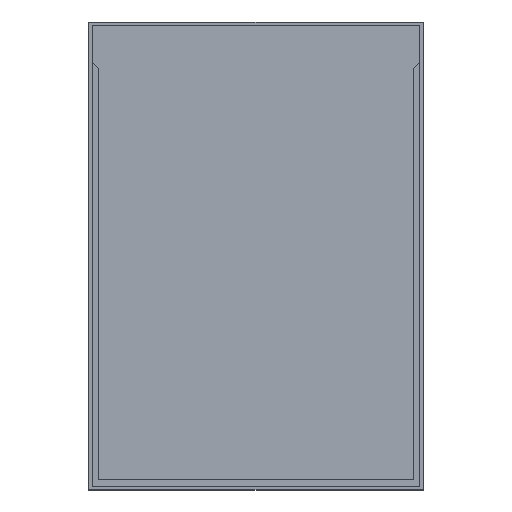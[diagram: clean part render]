
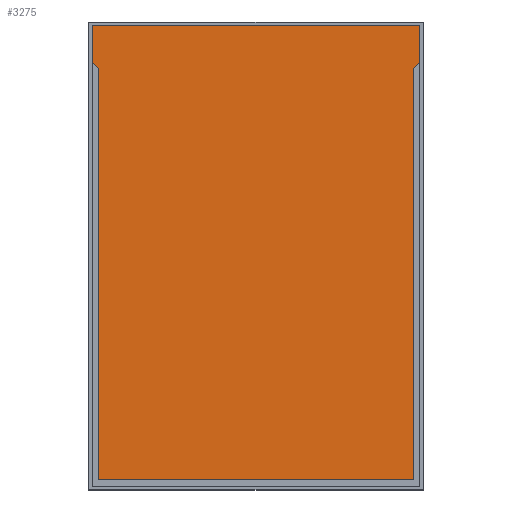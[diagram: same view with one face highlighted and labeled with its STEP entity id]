
A CAD part, top view. The second image highlights one B-rep face of the part: STEP entity #3275.
In plain terms, the highlighted planar face has unit normal (0, 0, 1).
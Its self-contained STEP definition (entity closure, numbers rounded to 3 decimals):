
#391 = PLANE('',#392);
#392 = AXIS2_PLACEMENT_3D('',#393,#394,#395);
#393 = CARTESIAN_POINT('',(3.,3.,24.));
#394 = DIRECTION('',(0.,-1.,0.));
#395 = DIRECTION('',(1.,0.,0.));
#1049 = PLANE('',#1050);
#1050 = AXIS2_PLACEMENT_3D('',#1051,#1052,#1053);
#1051 = CARTESIAN_POINT('',(1.,140.,0.));
#1052 = DIRECTION('',(1.,0.,0.));
#1053 = DIRECTION('',(0.,-1.,0.));
#1077 = PLANE('',#1078);
#1078 = AXIS2_PLACEMENT_3D('',#1079,#1080,#1081);
#1079 = CARTESIAN_POINT('',(100.,139.,0.));
#1080 = DIRECTION('',(0.,-1.,0.));
#1081 = DIRECTION('',(-1.,0.,0.));
#1103 = PLANE('',#1104);
#1104 = AXIS2_PLACEMENT_3D('',#1105,#1106,#1107);
#1105 = CARTESIAN_POINT('',(99.,0.,0.));
#1106 = DIRECTION('',(-1.,0.,0.));
#1107 = DIRECTION('',(0.,1.,0.));
#1482 = VERTEX_POINT('',#1483);
#1483 = CARTESIAN_POINT('',(3.,3.,1.));
#1497 = PLANE('',#1498);
#1498 = AXIS2_PLACEMENT_3D('',#1499,#1500,#1501);
#1499 = CARTESIAN_POINT('',(3.,126.,24.));
#1500 = DIRECTION('',(-1.,-0.,-0.));
#1501 = DIRECTION('',(0.,-1.,0.));
#1509 = EDGE_CURVE('',#1510,#1482,#1512,.T.);
#1510 = VERTEX_POINT('',#1511);
#1511 = CARTESIAN_POINT('',(97.,3.,1.));
#1512 = SURFACE_CURVE('',#1513,(#1517,#1524),.PCURVE_S1.);
#1513 = LINE('',#1514,#1515);
#1514 = CARTESIAN_POINT('',(26.5,3.,1.));
#1515 = VECTOR('',#1516,1.);
#1516 = DIRECTION('',(-1.,0.,0.));
#1517 = PCURVE('',#391,#1518);
#1518 = DEFINITIONAL_REPRESENTATION('',(#1519),#1523);
#1519 = LINE('',#1520,#1521);
#1520 = CARTESIAN_POINT('',(23.5,-23.));
#1521 = VECTOR('',#1522,1.);
#1522 = DIRECTION('',(-1.,0.));
#1523 = ( GEOMETRIC_REPRESENTATION_CONTEXT(2) 
PARAMETRIC_REPRESENTATION_CONTEXT() REPRESENTATION_CONTEXT('2D SPACE',''
  ) );
#1524 = PCURVE('',#1525,#1530);
#1525 = PLANE('',#1526);
#1526 = AXIS2_PLACEMENT_3D('',#1527,#1528,#1529);
#1527 = CARTESIAN_POINT('',(50.,70.,1.));
#1528 = DIRECTION('',(0.,0.,1.));
#1529 = DIRECTION('',(1.,0.,0.));
#1530 = DEFINITIONAL_REPRESENTATION('',(#1531),#1535);
#1531 = LINE('',#1532,#1533);
#1532 = CARTESIAN_POINT('',(-23.5,-67.));
#1533 = VECTOR('',#1534,1.);
#1534 = DIRECTION('',(-1.,0.));
#1535 = ( GEOMETRIC_REPRESENTATION_CONTEXT(2) 
PARAMETRIC_REPRESENTATION_CONTEXT() REPRESENTATION_CONTEXT('2D SPACE',''
  ) );
#1551 = PLANE('',#1552);
#1552 = AXIS2_PLACEMENT_3D('',#1553,#1554,#1555);
#1553 = CARTESIAN_POINT('',(97.,3.,24.));
#1554 = DIRECTION('',(1.,0.,0.));
#1555 = DIRECTION('',(0.,1.,0.));
#2006 = PLANE('',#2007);
#2007 = AXIS2_PLACEMENT_3D('',#2008,#2009,#2010);
#2008 = CARTESIAN_POINT('',(1.,128.,24.));
#2009 = DIRECTION('',(-0.707,-0.707,-0.));
#2010 = DIRECTION('',(0.707,-0.707,0.));
#2262 = VERTEX_POINT('',#2263);
#2263 = CARTESIAN_POINT('',(1.,139.,1.));
#2311 = VERTEX_POINT('',#2312);
#2312 = CARTESIAN_POINT('',(1.,128.,1.));
#2333 = EDGE_CURVE('',#2262,#2311,#2334,.T.);
#2334 = SURFACE_CURVE('',#2335,(#2339,#2346),.PCURVE_S1.);
#2335 = LINE('',#2336,#2337);
#2336 = CARTESIAN_POINT('',(1.,105.,1.));
#2337 = VECTOR('',#2338,1.);
#2338 = DIRECTION('',(0.,-1.,0.));
#2339 = PCURVE('',#1049,#2340);
#2340 = DEFINITIONAL_REPRESENTATION('',(#2341),#2345);
#2341 = LINE('',#2342,#2343);
#2342 = CARTESIAN_POINT('',(35.,-1.));
#2343 = VECTOR('',#2344,1.);
#2344 = DIRECTION('',(1.,0.));
#2345 = ( GEOMETRIC_REPRESENTATION_CONTEXT(2) 
PARAMETRIC_REPRESENTATION_CONTEXT() REPRESENTATION_CONTEXT('2D SPACE',''
  ) );
#2346 = PCURVE('',#1525,#2347);
#2347 = DEFINITIONAL_REPRESENTATION('',(#2348),#2352);
#2348 = LINE('',#2349,#2350);
#2349 = CARTESIAN_POINT('',(-49.,35.));
#2350 = VECTOR('',#2351,1.);
#2351 = DIRECTION('',(0.,-1.));
#2352 = ( GEOMETRIC_REPRESENTATION_CONTEXT(2) 
PARAMETRIC_REPRESENTATION_CONTEXT() REPRESENTATION_CONTEXT('2D SPACE',''
  ) );
#2359 = EDGE_CURVE('',#2360,#2262,#2362,.T.);
#2360 = VERTEX_POINT('',#2361);
#2361 = CARTESIAN_POINT('',(99.,139.,1.));
#2362 = SURFACE_CURVE('',#2363,(#2367,#2374),.PCURVE_S1.);
#2363 = LINE('',#2364,#2365);
#2364 = CARTESIAN_POINT('',(75.,139.,1.));
#2365 = VECTOR('',#2366,1.);
#2366 = DIRECTION('',(-1.,0.,0.));
#2367 = PCURVE('',#1077,#2368);
#2368 = DEFINITIONAL_REPRESENTATION('',(#2369),#2373);
#2369 = LINE('',#2370,#2371);
#2370 = CARTESIAN_POINT('',(25.,-1.));
#2371 = VECTOR('',#2372,1.);
#2372 = DIRECTION('',(1.,0.));
#2373 = ( GEOMETRIC_REPRESENTATION_CONTEXT(2) 
PARAMETRIC_REPRESENTATION_CONTEXT() REPRESENTATION_CONTEXT('2D SPACE',''
  ) );
#2374 = PCURVE('',#1525,#2375);
#2375 = DEFINITIONAL_REPRESENTATION('',(#2376),#2380);
#2376 = LINE('',#2377,#2378);
#2377 = CARTESIAN_POINT('',(25.,69.));
#2378 = VECTOR('',#2379,1.);
#2379 = DIRECTION('',(-1.,0.));
#2380 = ( GEOMETRIC_REPRESENTATION_CONTEXT(2) 
PARAMETRIC_REPRESENTATION_CONTEXT() REPRESENTATION_CONTEXT('2D SPACE',''
  ) );
#2508 = EDGE_CURVE('',#2509,#2360,#2511,.T.);
#2509 = VERTEX_POINT('',#2510);
#2510 = CARTESIAN_POINT('',(99.,128.,1.));
#2511 = SURFACE_CURVE('',#2512,(#2516,#2523),.PCURVE_S1.);
#2512 = LINE('',#2513,#2514);
#2513 = CARTESIAN_POINT('',(99.,35.,1.));
#2514 = VECTOR('',#2515,1.);
#2515 = DIRECTION('',(0.,1.,0.));
#2516 = PCURVE('',#1103,#2517);
#2517 = DEFINITIONAL_REPRESENTATION('',(#2518),#2522);
#2518 = LINE('',#2519,#2520);
#2519 = CARTESIAN_POINT('',(35.,-1.));
#2520 = VECTOR('',#2521,1.);
#2521 = DIRECTION('',(1.,0.));
#2522 = ( GEOMETRIC_REPRESENTATION_CONTEXT(2) 
PARAMETRIC_REPRESENTATION_CONTEXT() REPRESENTATION_CONTEXT('2D SPACE',''
  ) );
#2523 = PCURVE('',#1525,#2524);
#2524 = DEFINITIONAL_REPRESENTATION('',(#2525),#2529);
#2525 = LINE('',#2526,#2527);
#2526 = CARTESIAN_POINT('',(49.,-35.));
#2527 = VECTOR('',#2528,1.);
#2528 = DIRECTION('',(0.,1.));
#2529 = ( GEOMETRIC_REPRESENTATION_CONTEXT(2) 
PARAMETRIC_REPRESENTATION_CONTEXT() REPRESENTATION_CONTEXT('2D SPACE',''
  ) );
#2547 = PLANE('',#2548);
#2548 = AXIS2_PLACEMENT_3D('',#2549,#2550,#2551);
#2549 = CARTESIAN_POINT('',(97.,126.,24.));
#2550 = DIRECTION('',(0.707,-0.707,0.));
#2551 = DIRECTION('',(0.707,0.707,0.));
#3131 = VERTEX_POINT('',#3132);
#3132 = CARTESIAN_POINT('',(3.,126.,1.));
#3153 = EDGE_CURVE('',#1482,#3131,#3154,.T.);
#3154 = SURFACE_CURVE('',#3155,(#3159,#3166),.PCURVE_S1.);
#3155 = LINE('',#3156,#3157);
#3156 = CARTESIAN_POINT('',(3.,98.,1.));
#3157 = VECTOR('',#3158,1.);
#3158 = DIRECTION('',(0.,1.,0.));
#3159 = PCURVE('',#1497,#3160);
#3160 = DEFINITIONAL_REPRESENTATION('',(#3161),#3165);
#3161 = LINE('',#3162,#3163);
#3162 = CARTESIAN_POINT('',(28.,-23.));
#3163 = VECTOR('',#3164,1.);
#3164 = DIRECTION('',(-1.,0.));
#3165 = ( GEOMETRIC_REPRESENTATION_CONTEXT(2) 
PARAMETRIC_REPRESENTATION_CONTEXT() REPRESENTATION_CONTEXT('2D SPACE',''
  ) );
#3166 = PCURVE('',#1525,#3167);
#3167 = DEFINITIONAL_REPRESENTATION('',(#3168),#3172);
#3168 = LINE('',#3169,#3170);
#3169 = CARTESIAN_POINT('',(-47.,28.));
#3170 = VECTOR('',#3171,1.);
#3171 = DIRECTION('',(0.,1.));
#3172 = ( GEOMETRIC_REPRESENTATION_CONTEXT(2) 
PARAMETRIC_REPRESENTATION_CONTEXT() REPRESENTATION_CONTEXT('2D SPACE',''
  ) );
#3206 = EDGE_CURVE('',#3207,#1510,#3209,.T.);
#3207 = VERTEX_POINT('',#3208);
#3208 = CARTESIAN_POINT('',(97.,126.,1.));
#3209 = SURFACE_CURVE('',#3210,(#3214,#3221),.PCURVE_S1.);
#3210 = LINE('',#3211,#3212);
#3211 = CARTESIAN_POINT('',(97.,36.5,1.));
#3212 = VECTOR('',#3213,1.);
#3213 = DIRECTION('',(0.,-1.,0.));
#3214 = PCURVE('',#1551,#3215);
#3215 = DEFINITIONAL_REPRESENTATION('',(#3216),#3220);
#3216 = LINE('',#3217,#3218);
#3217 = CARTESIAN_POINT('',(33.5,-23.));
#3218 = VECTOR('',#3219,1.);
#3219 = DIRECTION('',(-1.,0.));
#3220 = ( GEOMETRIC_REPRESENTATION_CONTEXT(2) 
PARAMETRIC_REPRESENTATION_CONTEXT() REPRESENTATION_CONTEXT('2D SPACE',''
  ) );
#3221 = PCURVE('',#1525,#3222);
#3222 = DEFINITIONAL_REPRESENTATION('',(#3223),#3227);
#3223 = LINE('',#3224,#3225);
#3224 = CARTESIAN_POINT('',(47.,-33.5));
#3225 = VECTOR('',#3226,1.);
#3226 = DIRECTION('',(0.,-1.));
#3227 = ( GEOMETRIC_REPRESENTATION_CONTEXT(2) 
PARAMETRIC_REPRESENTATION_CONTEXT() REPRESENTATION_CONTEXT('2D SPACE',''
  ) );
#3275 = ADVANCED_FACE('',(#3276),#1525,.T.);
#3276 = FACE_BOUND('',#3277,.T.);
#3277 = EDGE_LOOP('',(#3278,#3279,#3300,#3301,#3302,#3303,#3324,#3325));
#3278 = ORIENTED_EDGE('',*,*,#2333,.T.);
#3279 = ORIENTED_EDGE('',*,*,#3280,.F.);
#3280 = EDGE_CURVE('',#3131,#2311,#3281,.T.);
#3281 = SURFACE_CURVE('',#3282,(#3286,#3293),.PCURVE_S1.);
#3282 = LINE('',#3283,#3284);
#3283 = CARTESIAN_POINT('',(27.75,101.25,1.));
#3284 = VECTOR('',#3285,1.);
#3285 = DIRECTION('',(-0.707,0.707,0.));
#3286 = PCURVE('',#1525,#3287);
#3287 = DEFINITIONAL_REPRESENTATION('',(#3288),#3292);
#3288 = LINE('',#3289,#3290);
#3289 = CARTESIAN_POINT('',(-22.25,31.25));
#3290 = VECTOR('',#3291,1.);
#3291 = DIRECTION('',(-0.707,0.707));
#3292 = ( GEOMETRIC_REPRESENTATION_CONTEXT(2) 
PARAMETRIC_REPRESENTATION_CONTEXT() REPRESENTATION_CONTEXT('2D SPACE',''
  ) );
#3293 = PCURVE('',#2006,#3294);
#3294 = DEFINITIONAL_REPRESENTATION('',(#3295),#3299);
#3295 = LINE('',#3296,#3297);
#3296 = CARTESIAN_POINT('',(37.83,-23.));
#3297 = VECTOR('',#3298,1.);
#3298 = DIRECTION('',(-1.,0.));
#3299 = ( GEOMETRIC_REPRESENTATION_CONTEXT(2) 
PARAMETRIC_REPRESENTATION_CONTEXT() REPRESENTATION_CONTEXT('2D SPACE',''
  ) );
#3300 = ORIENTED_EDGE('',*,*,#3153,.F.);
#3301 = ORIENTED_EDGE('',*,*,#1509,.F.);
#3302 = ORIENTED_EDGE('',*,*,#3206,.F.);
#3303 = ORIENTED_EDGE('',*,*,#3304,.F.);
#3304 = EDGE_CURVE('',#2509,#3207,#3305,.T.);
#3305 = SURFACE_CURVE('',#3306,(#3310,#3317),.PCURVE_S1.);
#3306 = LINE('',#3307,#3308);
#3307 = CARTESIAN_POINT('',(71.25,100.25,1.));
#3308 = VECTOR('',#3309,1.);
#3309 = DIRECTION('',(-0.707,-0.707,0.));
#3310 = PCURVE('',#1525,#3311);
#3311 = DEFINITIONAL_REPRESENTATION('',(#3312),#3316);
#3312 = LINE('',#3313,#3314);
#3313 = CARTESIAN_POINT('',(21.25,30.25));
#3314 = VECTOR('',#3315,1.);
#3315 = DIRECTION('',(-0.707,-0.707));
#3316 = ( GEOMETRIC_REPRESENTATION_CONTEXT(2) 
PARAMETRIC_REPRESENTATION_CONTEXT() REPRESENTATION_CONTEXT('2D SPACE',''
  ) );
#3317 = PCURVE('',#2547,#3318);
#3318 = DEFINITIONAL_REPRESENTATION('',(#3319),#3323);
#3319 = LINE('',#3320,#3321);
#3320 = CARTESIAN_POINT('',(-36.416,-23.));
#3321 = VECTOR('',#3322,1.);
#3322 = DIRECTION('',(-1.,0.));
#3323 = ( GEOMETRIC_REPRESENTATION_CONTEXT(2) 
PARAMETRIC_REPRESENTATION_CONTEXT() REPRESENTATION_CONTEXT('2D SPACE',''
  ) );
#3324 = ORIENTED_EDGE('',*,*,#2508,.T.);
#3325 = ORIENTED_EDGE('',*,*,#2359,.T.);
